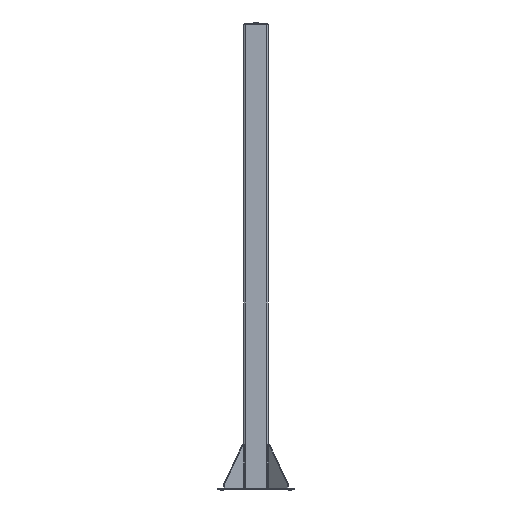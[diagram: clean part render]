
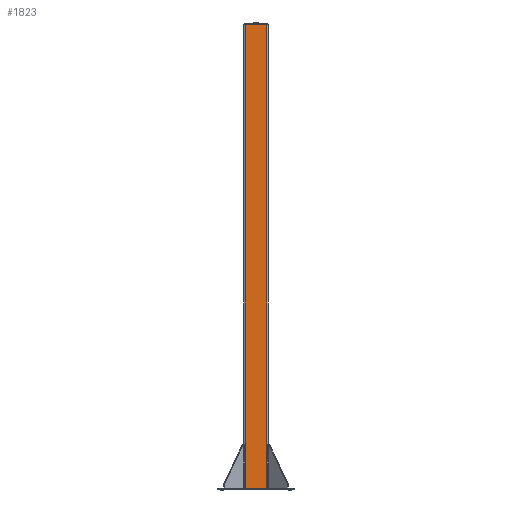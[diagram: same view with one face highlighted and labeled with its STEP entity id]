
A CAD part, left-side view. The second image highlights one B-rep face of the part: STEP entity #1823.
In plain terms, the highlighted face is planar.
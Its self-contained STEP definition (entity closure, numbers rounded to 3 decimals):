
#1823=ADVANCED_FACE('',(#3277),#3278,.T.);
#3277=FACE_OUTER_BOUND('',#5391,.T.);
#3278=PLANE('',#5392);
#5391=EDGE_LOOP('',(#9822,#9823,#9824,#9825));
#5392=AXIS2_PLACEMENT_3D('',#9826,#9827,#9828);
#9822=ORIENTED_EDGE('',*,*,#12471,.T.);
#9823=ORIENTED_EDGE('',*,*,#12561,.F.);
#9824=ORIENTED_EDGE('',*,*,#12462,.T.);
#9825=ORIENTED_EDGE('',*,*,#12562,.T.);
#9826=CARTESIAN_POINT('',(0.,-80.,200.));
#9827=DIRECTION('',(0.,-1.,0.));
#9828=DIRECTION('',(1.,0.,0.));
#12462=EDGE_CURVE('',#14038,#14036,#14039,.T.);
#12471=EDGE_CURVE('',#14052,#14050,#14053,.T.);
#12561=EDGE_CURVE('',#14038,#14050,#14189,.T.);
#12562=EDGE_CURVE('',#14036,#14052,#14190,.T.);
#14036=VERTEX_POINT('',#17542);
#14038=VERTEX_POINT('',#17544);
#14039=LINE('',#17545,#17546);
#14050=VERTEX_POINT('',#17576);
#14052=VERTEX_POINT('',#17578);
#14053=LINE('',#17579,#17580);
#14189=LINE('',#17892,#17893);
#14190=LINE('',#17894,#17895);
#17542=CARTESIAN_POINT('',(71.,-80.,200.));
#17544=CARTESIAN_POINT('',(-71.,-80.,200.));
#17545=CARTESIAN_POINT('',(-71.,-80.,200.));
#17546=VECTOR('',#20441,1.);
#17576=CARTESIAN_POINT('',(-71.,-80.,3200.));
#17578=CARTESIAN_POINT('',(71.,-80.,3200.));
#17579=CARTESIAN_POINT('',(-71.,-80.,3200.));
#17580=VECTOR('',#20452,1.);
#17892=CARTESIAN_POINT('',(-71.,-80.,200.));
#17893=VECTOR('',#20554,1.);
#17894=CARTESIAN_POINT('',(71.,-80.,200.));
#17895=VECTOR('',#20555,1.);
#20441=DIRECTION('',(1.,0.,0.));
#20452=DIRECTION('',(-1.,0.,0.));
#20554=DIRECTION('',(0.,0.,1.));
#20555=DIRECTION('',(0.,0.,1.));
